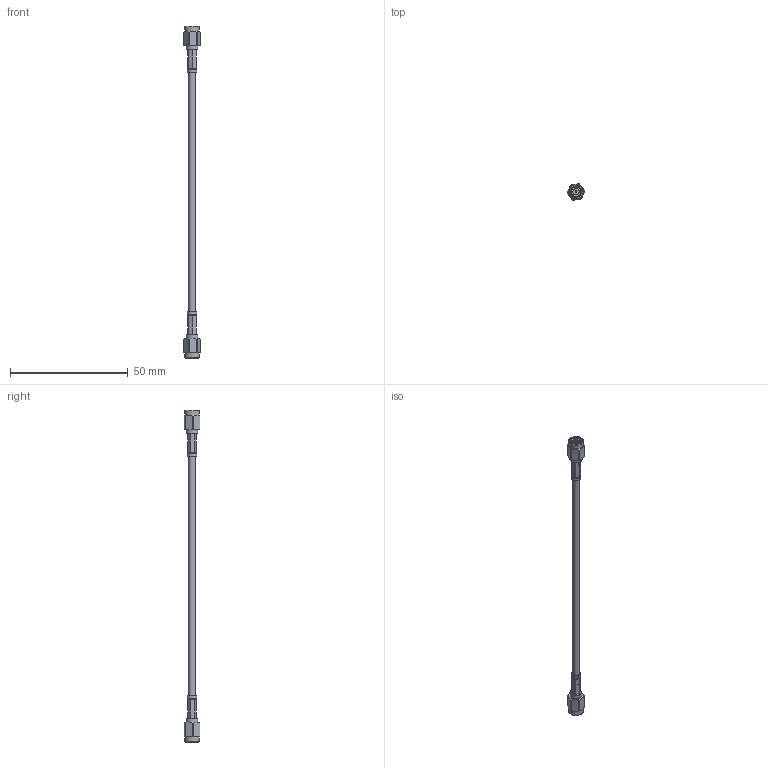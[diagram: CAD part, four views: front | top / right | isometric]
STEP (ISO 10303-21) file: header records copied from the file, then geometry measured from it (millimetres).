
FILE_DESCRIPTION (( 'STEP AP203' ), '1' );
FILE_NAME ('PE3673LF.step', '2020-04-03T15:23:17', ( '' ), ( '' ), 'SwSTEP 2.0', 'SolidWorks 2018', '' );
FILE_SCHEMA (( 'CONFIG_CONTROL_DESIGN' ));
Length unit declared in the file: inch
Products named in the file (3): PE3673LF; Copy of Coax Cable^PE3673LF_RG174A-U; Copy of PE44379^PE3673LF_Crimped
Assembly tree (3 placements, depth 2):
  PE3673LF
    Copy of Coax Cable^PE3673LF_RG174A-U
    Copy of PE44379^PE3673LF_Crimped  x2
Bounding box: 7.11 x 6.76 x 140.8 mm (x, y, z)
Volume: 1242 mm3; surface area: 2153 mm2
Topology: 5 solids, 5 shells, 189 faces, 473 edges, 308 vertices
Faces by surface type: cylinder 83, plane 72, cone 24, bspline 10
Full cylindrical faces by diameter (mm): 0.531 x2, 0.658 x2, 1.7 x2, 2.7 x2, 2.731 x2, 2.794 x1, 3.48 x2, 3.988 x2, 4.839 x2, 4.978 x2, 6.248 x2
Entity records: 4997 total; most frequent: CARTESIAN_POINT 2604, ORIENTED_EDGE 424, DIRECTION 398, EDGE_CURVE 212, AXIS2_PLACEMENT_3D 166, VERTEX_POINT 148, EDGE_LOOP 124, FACE_OUTER_BOUND 109
